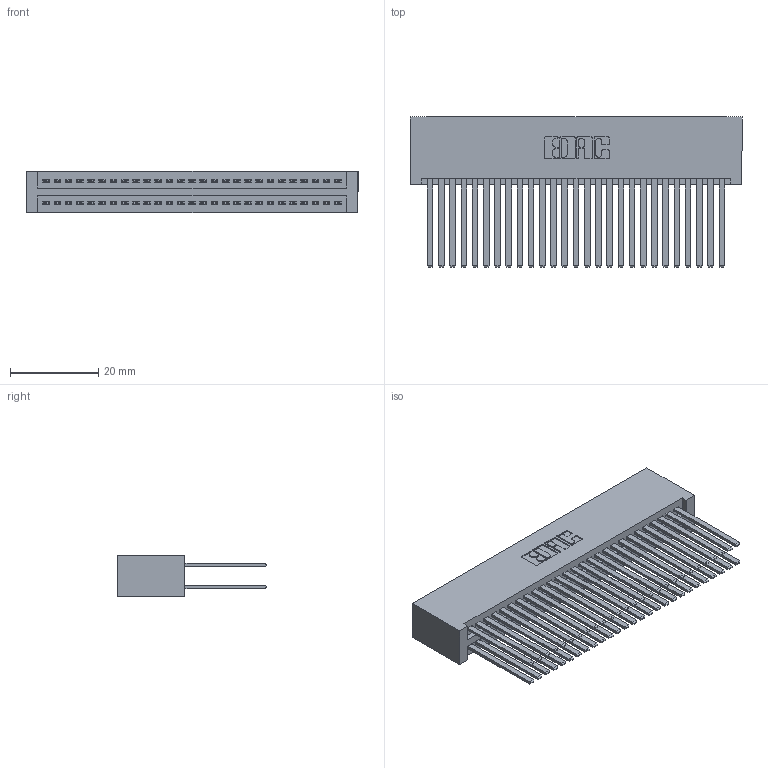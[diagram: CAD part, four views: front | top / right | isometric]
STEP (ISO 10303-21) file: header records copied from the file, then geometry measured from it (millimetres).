
FILE_DESCRIPTION (( 'STEP AP203' ), '1' );
FILE_NAME ('345-054-544-201.STEP', '2019-10-29T19:22:53', ( '' ), ( '' ), 'SwSTEP 2.0', 'SolidWorks 2016', '' );
FILE_SCHEMA (( 'CONFIG_CONTROL_DESIGN' ));
Length unit declared in the file: inch
Products named in the file (3): 345-292-001_345-293-144; 345 Part_No Mounting Lugs; 345-054-544-201
Assembly tree (55 placements, depth 2):
  345-054-544-201
    345 Part_No Mounting Lugs
    345-292-001_345-293-144  x54
Bounding box: 75.18 x 33.96 x 9.4 mm (x, y, z)
Volume: 8537.1 mm3; surface area: 14850.7 mm2
Topology: 55 solids, 55 shells, 2494 faces, 7391 edges, 4854 vertices
Faces by surface type: plane 1642, cylinder 852
Entity records: 22743 total; most frequent: CARTESIAN_POINT 3824, ORIENTED_EDGE 3758, DIRECTION 3383, EDGE_CURVE 1879, VECTOR 1651, LINE 1651, VERTEX_POINT 1250, AXIS2_PLACEMENT_3D 866
